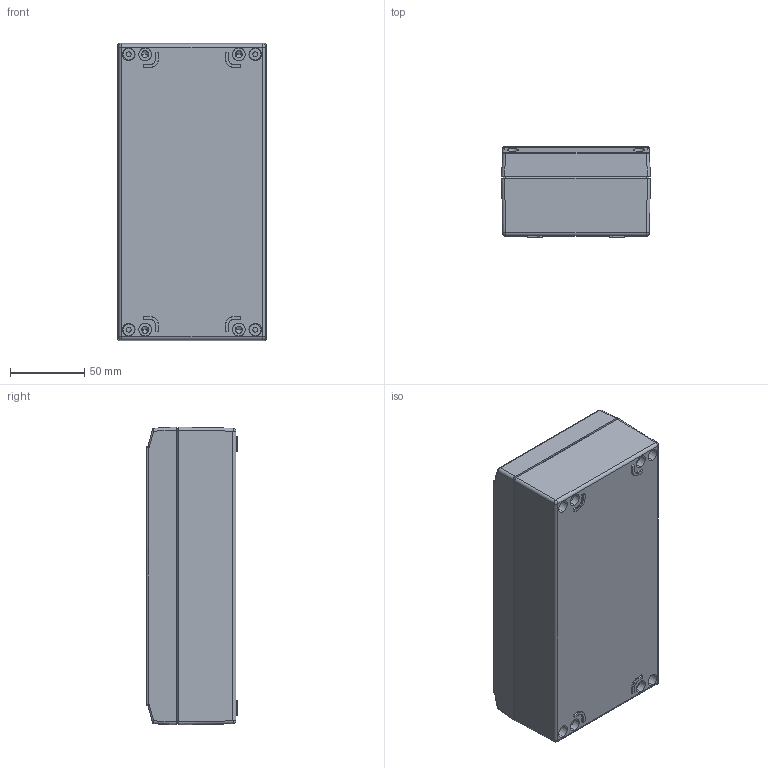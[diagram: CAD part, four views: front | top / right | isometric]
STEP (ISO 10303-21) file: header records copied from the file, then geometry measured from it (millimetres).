
FILE_DESCRIPTION (( 'STEP AP214' ), '1' );
FILE_NAME ('04102006.STEP', '2011-08-02T07:29:50', ( ' ' ), ( '' ), 'SwSTEP 2.0', 'SolidWorks 2010', '' );
FILE_SCHEMA (( 'AUTOMOTIVE_DESIGN' ));
Length unit declared in the file: millimetre
Products named in the file (5): 82003; 93132; 02167; 01167; 04102006
Assembly tree (7 placements, depth 2):
  04102006
    93132  x4
    82003
    01167
    02167
Bounding box: 100 x 61 x 200 mm (x, y, z)
Volume: 273875.1 mm3; surface area: 158251.3 mm2
Topology: 7 solids, 7 shells, 993 faces, 2371 edges, 1400 vertices
Faces by surface type: plane 255, cylinder 236, bspline 216, cone 182, torus 84, sphere 20
Entity records: 31111 total; most frequent: CARTESIAN_POINT 11691, ORIENTED_EDGE 4250, DIRECTION 3829, EDGE_CURVE 2125, AXIS2_PLACEMENT_3D 1506, VERTEX_POINT 1274, EDGE_LOOP 989, FACE_OUTER_BOUND 912
